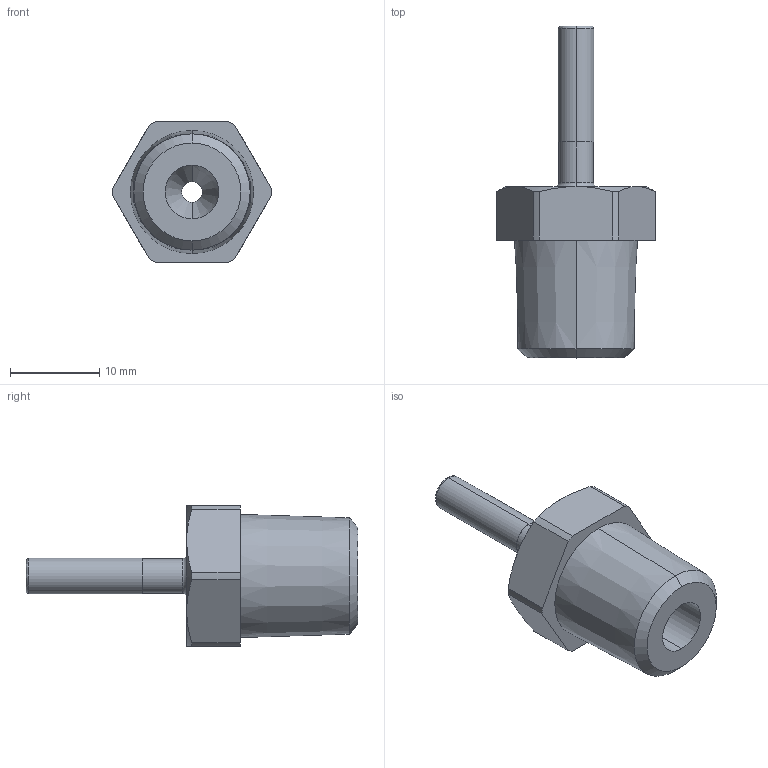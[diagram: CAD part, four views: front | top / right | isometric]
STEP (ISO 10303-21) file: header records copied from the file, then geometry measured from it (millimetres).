
FILE_DESCRIPTION (( 'STEP AP214' ), '1' );
FILE_NAME ('SA532-14N-P.step', '2017-08-29T20:57:59', ( '' ), ( '' ), 'SwSTEP 2.0', 'SolidWorks 2017', '' );
FILE_SCHEMA (( 'AUTOMOTIVE_DESIGN' ));
Length unit declared in the file: inch
Products named in the file (1): SA532-14N-P
Bounding box: 17.8 x 37.2 x 15.8 mm (x, y, z)
Volume: 2836.2 mm3; surface area: 1900.9 mm2
Topology: 1 solids, 1 shells, 41 faces, 92 edges, 56 vertices
Faces by surface type: cylinder 14, cone 12, plane 11, bspline 2, torus 2
Entity records: 1383 total; most frequent: CARTESIAN_POINT 427, DIRECTION 200, ORIENTED_EDGE 184, EDGE_CURVE 92, AXIS2_PLACEMENT_3D 84, VERTEX_POINT 56, EDGE_LOOP 46, CIRCLE 44
